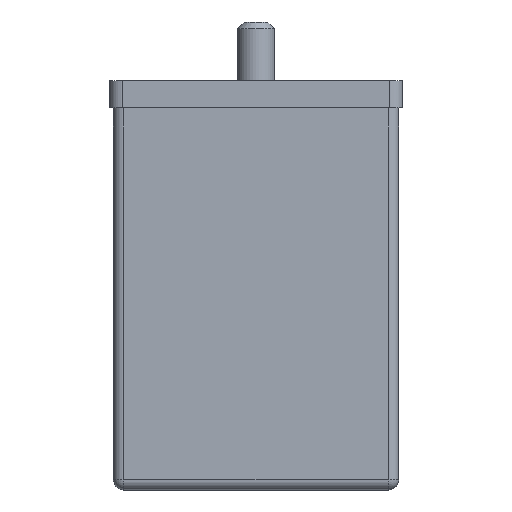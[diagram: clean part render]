
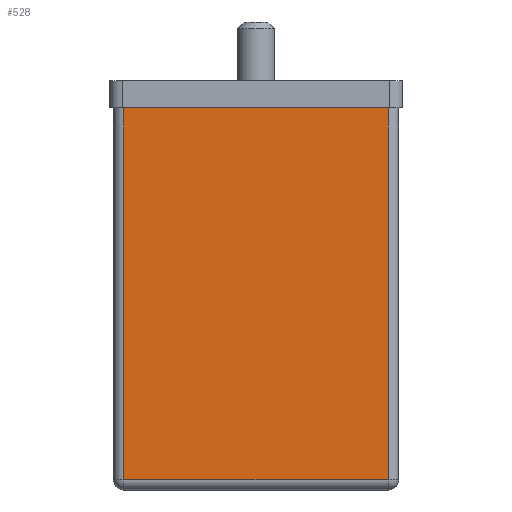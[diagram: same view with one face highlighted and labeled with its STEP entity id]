
A CAD part, left-side view. The second image highlights one B-rep face of the part: STEP entity #528.
In plain terms, the highlighted planar face has unit normal (-1, 0, 0).
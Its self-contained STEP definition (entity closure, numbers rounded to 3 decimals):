
#241 = EDGE_CURVE ( 'NONE', #3287, #3286, #2953, .T. ) ;
#242 = EDGE_CURVE ( 'NONE', #3288, #3287, #2988, .T. ) ;
#243 = EDGE_CURVE ( 'NONE', #3285, #3286, #2989, .T. ) ;
#244 = EDGE_CURVE ( 'NONE', #3285, #3288, #2990, .T. ) ;
#528 = ADVANCED_FACE ( 'NONE', ( #1940 ), #4765, .F. ) ;
#1081 = DIRECTION ( 'NONE',  ( 0., -1., 0. ) ) ;
#1082 = CARTESIAN_POINT ( 'NONE',  ( -13.7, 10.45, 28. ) ) ;
#1083 = CARTESIAN_POINT ( 'NONE',  ( -13.7, -9.7, 28. ) ) ;
#1085 = DIRECTION ( 'NONE',  ( 0., 0., 1. ) ) ;
#1087 = DIRECTION ( 'NONE',  ( 0., -1., 0. ) ) ;
#1089 = CARTESIAN_POINT ( 'NONE',  ( -13.7, 9.7, 28. ) ) ;
#1090 = CARTESIAN_POINT ( 'NONE',  ( -13.7, 10.45, 0.75 ) ) ;
#1339 = DIRECTION ( 'NONE',  ( 0., 0., -1. ) ) ;
#1940 = FACE_OUTER_BOUND ( 'NONE', #2635, .T. ) ;
#2207 = VECTOR ( 'NONE', #1085, 1000. ) ;
#2208 = VECTOR ( 'NONE', #1087, 1000. ) ;
#2209 = VECTOR ( 'NONE', #1081, 1000. ) ;
#2210 = VECTOR ( 'NONE', #1339, 1000. ) ;
#2517 = AXIS2_PLACEMENT_3D ( 'NONE', #4766, #4767, #4768 ) ;
#2635 = EDGE_LOOP ( 'NONE', ( #3548, #3551, #3550, #3552 ) ) ;
#2953 = LINE ( 'NONE', #1083, #2207 ) ;
#2988 = LINE ( 'NONE', #1090, #2208 ) ;
#2989 = LINE ( 'NONE', #1082, #2209 ) ;
#2990 = LINE ( 'NONE', #1089, #2210 ) ;
#3285 = VERTEX_POINT ( 'NONE', #5116 ) ;
#3286 = VERTEX_POINT ( 'NONE', #5117 ) ;
#3287 = VERTEX_POINT ( 'NONE', #5118 ) ;
#3288 = VERTEX_POINT ( 'NONE', #5119 ) ;
#3548 = ORIENTED_EDGE ( 'NONE', *, *, #242, .T. ) ;
#3550 = ORIENTED_EDGE ( 'NONE', *, *, #243, .F. ) ;
#3551 = ORIENTED_EDGE ( 'NONE', *, *, #241, .T. ) ;
#3552 = ORIENTED_EDGE ( 'NONE', *, *, #244, .T. ) ;
#4765 = PLANE ( 'NONE',  #2517 ) ;
#4766 = CARTESIAN_POINT ( 'NONE',  ( -13.7, 10.45, 28. ) ) ;
#4767 = DIRECTION ( 'NONE',  ( 1., 0., 0. ) ) ;
#4768 = DIRECTION ( 'NONE',  ( 0., 1., 0. ) ) ;
#5116 = CARTESIAN_POINT ( 'NONE',  ( -13.7, 9.7, 28. ) ) ;
#5117 = CARTESIAN_POINT ( 'NONE',  ( -13.7, -9.7, 28. ) ) ;
#5118 = CARTESIAN_POINT ( 'NONE',  ( -13.7, -9.7, 0.75 ) ) ;
#5119 = CARTESIAN_POINT ( 'NONE',  ( -13.7, 9.7, 0.75 ) ) ;
